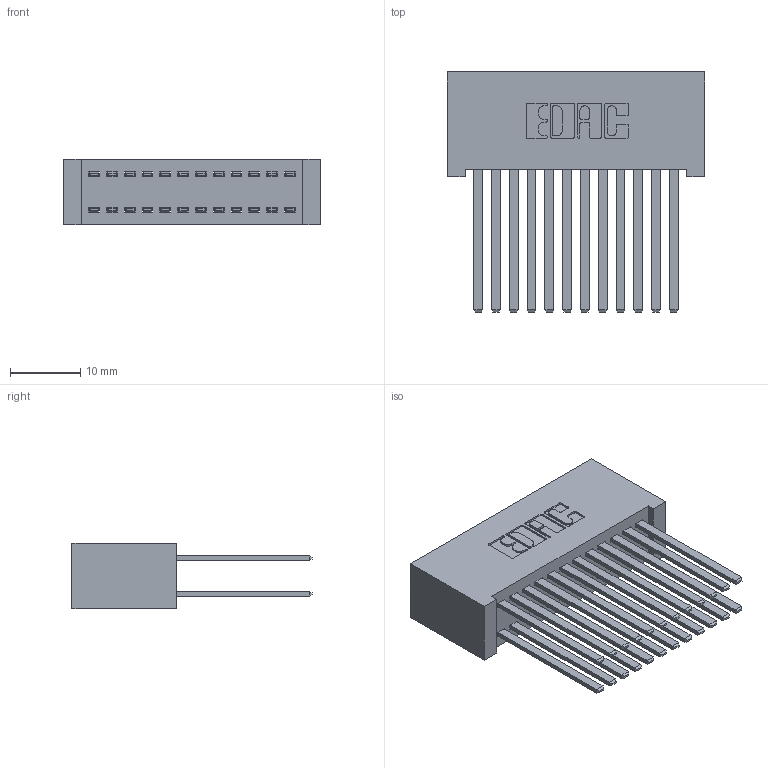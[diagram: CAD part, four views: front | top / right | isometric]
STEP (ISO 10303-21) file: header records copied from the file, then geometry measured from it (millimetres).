
FILE_DESCRIPTION (( 'STEP AP203' ), '1' );
FILE_NAME ('342-024-544-201.STEP', '2019-10-02T00:04:20', ( '' ), ( '' ), 'SwSTEP 2.0', 'SolidWorks 2016', '' );
FILE_SCHEMA (( 'CONFIG_CONTROL_DESIGN' ));
Length unit declared in the file: inch
Products named in the file (3): 342 Part_Lugless; 345-292-001_345-293-144; 342-024-544-201
Assembly tree (25 placements, depth 2):
  342-024-544-201
    342 Part_Lugless
    345-292-001_345-293-144  x24
Bounding box: 36.73 x 34.3 x 9.4 mm (x, y, z)
Volume: 3934 mm3; surface area: 7042.3 mm2
Topology: 25 solids, 25 shells, 1206 faces, 3563 edges, 2342 vertices
Faces by surface type: plane 830, cylinder 376
Entity records: 11007 total; most frequent: CARTESIAN_POINT 1854, ORIENTED_EDGE 1790, DIRECTION 1627, EDGE_CURVE 895, VECTOR 779, LINE 779, VERTEX_POINT 594, AXIS2_PLACEMENT_3D 424
